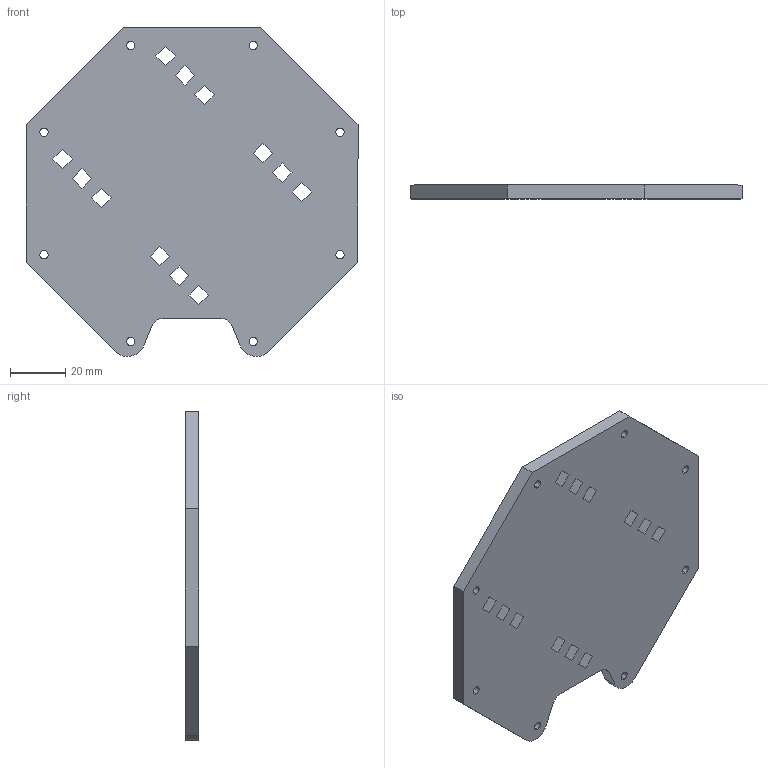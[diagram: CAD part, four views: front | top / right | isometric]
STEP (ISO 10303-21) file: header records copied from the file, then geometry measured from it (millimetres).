
FILE_DESCRIPTION (( 'STEP AP214' ), '1' );
FILE_NAME ('Bottom 2 10-12.STEP', '2016-10-12T16:13:18', ( '' ), ( '' ), 'SwSTEP 2.0', 'SolidWorks 2015', '' );
FILE_SCHEMA (( 'AUTOMOTIVE_DESIGN' ));
Length unit declared in the file: millimetre
Products named in the file (1): Bottom 2 10-12
Bounding box: 120.71 x 5 x 119.65 mm (x, y, z)
Volume: 56013.9 mm3; surface area: 26050.5 mm2
Topology: 1 solids, 1 shells, 82 faces, 240 edges, 160 vertices
Faces by surface type: plane 60, cylinder 22
Entity records: 2822 total; most frequent: CARTESIAN_POINT 483, ORIENTED_EDGE 480, DIRECTION 450, EDGE_CURVE 240, VECTOR 196, LINE 196, VERTEX_POINT 160, AXIS2_PLACEMENT_3D 127
